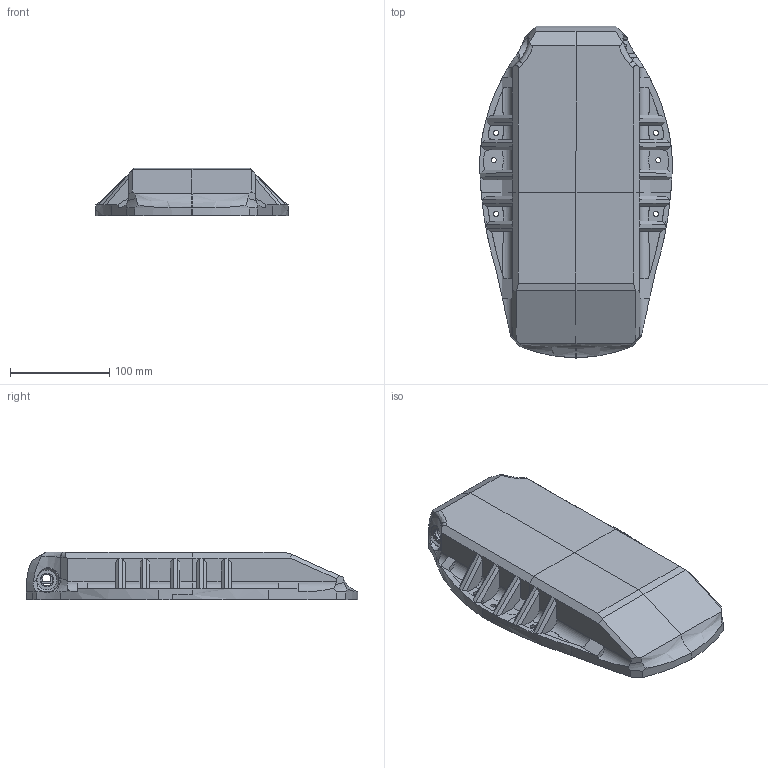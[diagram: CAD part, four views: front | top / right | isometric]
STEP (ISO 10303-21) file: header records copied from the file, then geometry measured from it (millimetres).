
FILE_DESCRIPTION(/* description */ (''),/* implementation_level */ '2;1');
FILE_NAME(/* name */ 'Batterycasing+Cover_split_in_4_parts_no_label.step',/* time_stamp */ '2019-03-30T11:12:51+01:00',/* author */ ('pryside'),/* organization */ (''),/* preprocessor_version */ 'ST-DEVELOPER v17.2',/* originating_system */ 'Autodesk Translation Framework v7.6.0.251',/* authorisation */ '');
FILE_SCHEMA (('AUTOMOTIVE_DESIGN { 1 0 10303 214 3 1 1 }'));
Length unit declared in the file: millimetre
Products named in the file (2): eBoardv2Casing; Battery Casing
Assembly tree (1 placements, depth 2):
  eBoardv2Casing
    Battery Casing
Bounding box: 193.77 x 334 x 48 mm (x, y, z)
Volume: 619107.1 mm3; surface area: 280320.9 mm2
Topology: 5 solids, 5 shells, 431 faces, 1196 edges, 783 vertices
Faces by surface type: plane 325, cylinder 77, bspline 24, cone 5
Full cylindrical faces by diameter (mm): 5 x2, 5.2 x6, 11.97 x1, 13.62 x1, 15 x2, 15.4 x2
Entity records: 14745 total; most frequent: CARTESIAN_POINT 3815, ORIENTED_EDGE 2392, DIRECTION 2048, EDGE_CURVE 1196, LINE 902, VECTOR 902, VERTEX_POINT 783, AXIS2_PLACEMENT_3D 573
